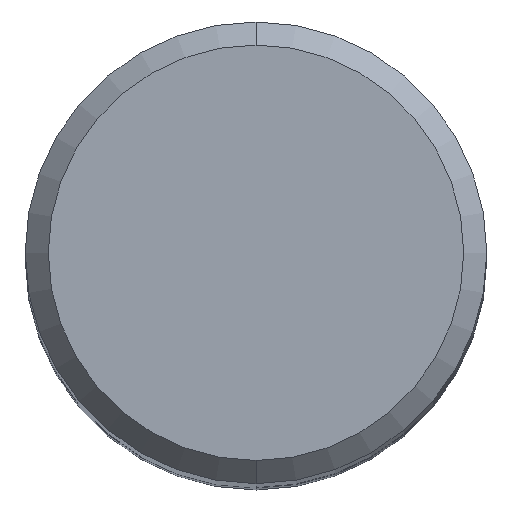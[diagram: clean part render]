
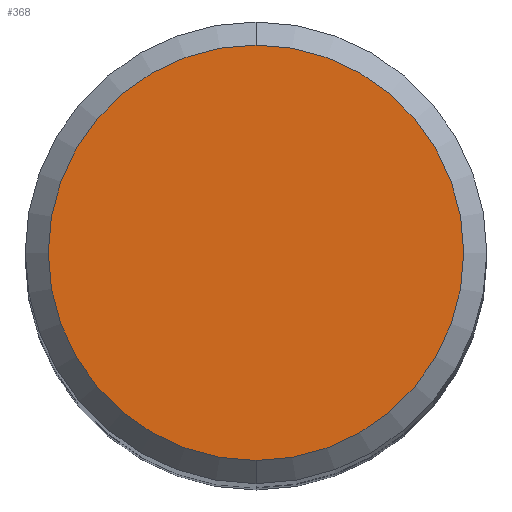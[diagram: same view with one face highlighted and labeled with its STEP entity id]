
A CAD part, top view. The second image highlights one B-rep face of the part: STEP entity #368.
In plain terms, the highlighted planar face has unit normal (0, 0, 1).
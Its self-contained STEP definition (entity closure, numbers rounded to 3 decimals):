
#294=EDGE_CURVE('',#296,#370,#600,.T.);
#296=VERTEX_POINT('',#602);
#368=ADVANCED_FACE('',(#684),#685,.T.);
#370=VERTEX_POINT('',#687);
#408=EDGE_CURVE('',#370,#296,#727,.T.);
#600=CIRCLE('',#1007,4.5);
#602=CARTESIAN_POINT('',(0.0,4.5,0.0));
#684=FACE_OUTER_BOUND('',#1262,.T.);
#685=PLANE('',#1263);
#687=CARTESIAN_POINT('',(0.,-4.5,0.0));
#727=CIRCLE('',#1323,4.5);
#1007=AXIS2_PLACEMENT_3D('',#1575,#1576,#1577);
#1262=EDGE_LOOP('',(#1691,#1692));
#1263=AXIS2_PLACEMENT_3D('',#1693,#1694,#1695);
#1323=AXIS2_PLACEMENT_3D('',#1723,#1724,#1725);
#1575=CARTESIAN_POINT('',(0.0,0.0,0.0));
#1576=DIRECTION('',(0.0,0.0,-1.0));
#1577=DIRECTION('',(0.0,1.0,0.0));
#1691=ORIENTED_EDGE('',*,*,#294,.F.);
#1692=ORIENTED_EDGE('',*,*,#408,.F.);
#1693=CARTESIAN_POINT('',(0.0,2.25,0.0));
#1694=DIRECTION('',(-0.0,0.0,1.0));
#1695=DIRECTION('',(0.0,-1.0,0.0));
#1723=CARTESIAN_POINT('',(0.0,0.0,0.0));
#1724=DIRECTION('',(0.0,0.0,-1.0));
#1725=DIRECTION('',(0.0,1.0,0.0));
